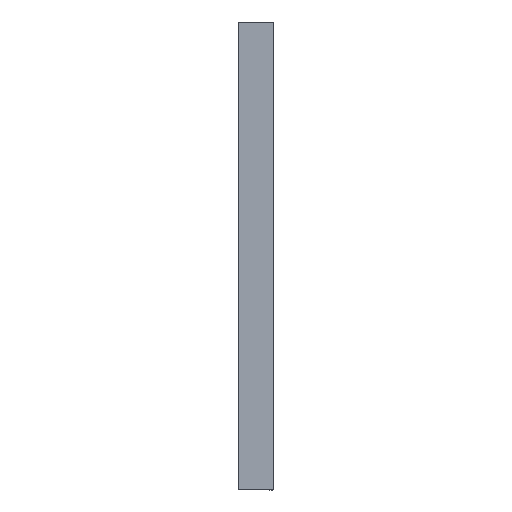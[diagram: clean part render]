
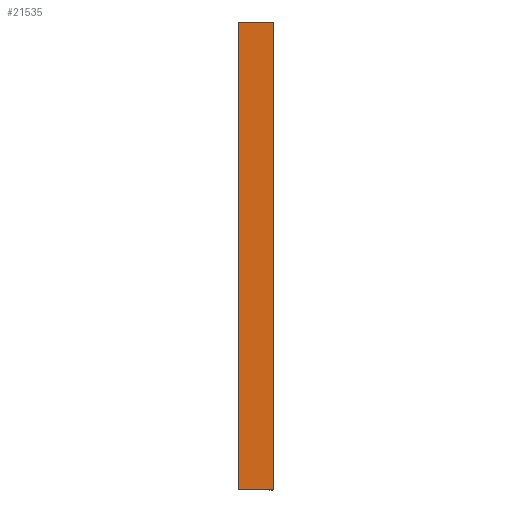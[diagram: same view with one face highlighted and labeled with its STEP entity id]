
A CAD part, front view. The second image highlights one B-rep face of the part: STEP entity #21535.
In plain terms, the highlighted planar face has unit normal (0, -1, 0).
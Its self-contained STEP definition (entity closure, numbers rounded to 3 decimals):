
#17182=DIRECTION('',(1.,0.,0.));
#17183=VECTOR('',#17182,16.532);
#17184=CARTESIAN_POINT('',(0.,0.5,0.));
#17185=LINE('',#17184,#17183);
#17662=DIRECTION('',(0.,0.,-1.));
#17663=VECTOR('',#17662,215.);
#17664=CARTESIAN_POINT('',(0.,0.5,215.));
#17665=LINE('',#17664,#17663);
#18740=DIRECTION('',(1.,0.,0.));
#18741=VECTOR('',#18740,16.532);
#18742=CARTESIAN_POINT('',(0.,0.5,215.));
#18743=LINE('',#18742,#18741);
#18747=DIRECTION('',(0.,0.,-1.));
#18748=VECTOR('',#18747,215.);
#18749=CARTESIAN_POINT('',(16.532,0.5,215.));
#18750=LINE('',#18749,#18748);
#19690=CARTESIAN_POINT('',(0.,0.5,0.));
#19692=VERTEX_POINT('',#19690);
#19693=CARTESIAN_POINT('',(16.532,0.5,0.));
#19694=VERTEX_POINT('',#19693);
#19823=CARTESIAN_POINT('',(0.,0.5,215.));
#19824=VERTEX_POINT('',#19823);
#19919=CARTESIAN_POINT('',(16.532,0.5,215.));
#19920=VERTEX_POINT('',#19919);
#21524=CARTESIAN_POINT('',(16.532,0.5,215.));
#21525=DIRECTION('',(0.,1.,0.));
#21526=DIRECTION('',(0.,0.,1.));
#21527=AXIS2_PLACEMENT_3D('',#21524,#21525,#21526);
#21528=PLANE('',#21527);
#21529=ORIENTED_EDGE('',*,*,#20175,.F.);
#21530=ORIENTED_EDGE('',*,*,#20332,.F.);
#21531=ORIENTED_EDGE('',*,*,#20549,.T.);
#21532=ORIENTED_EDGE('',*,*,#21408,.T.);
#21533=EDGE_LOOP('',(#21529,#21530,#21531,#21532));
#21534=FACE_OUTER_BOUND('',#21533,.F.);
#20175=EDGE_CURVE('',#19692,#19694,#17185,.T.);
#20332=EDGE_CURVE('',#19824,#19692,#17665,.T.);
#20549=EDGE_CURVE('',#19824,#19920,#18743,.T.);
#21408=EDGE_CURVE('',#19920,#19694,#18750,.T.);
#21535=ADVANCED_FACE('',(#21534),#21528,.F.);
